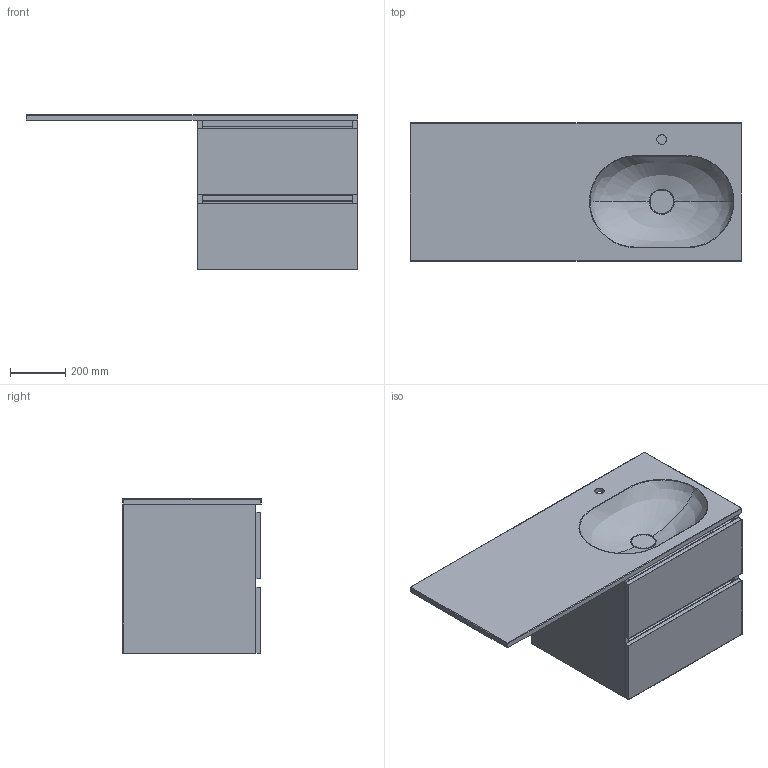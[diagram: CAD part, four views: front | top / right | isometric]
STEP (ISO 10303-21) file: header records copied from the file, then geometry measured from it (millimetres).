
FILE_DESCRIPTION(/* description */ (''),/* implementation_level */ '2;1');
FILE_NAME(/* name */ 'New York 1200 R.stp',/* time_stamp */ '2025-09-16T09:47:20+03:00',/* author */ ('ya'),/* organization */ (''),/* preprocessor_version */ 'ST-DEVELOPER v18.1',/* originating_system */ 'Autodesk Inventor 2022',/* authorisation */ '');
FILE_SCHEMA (('AUTOMOTIVE_DESIGN { 1 0 10303 214 3 1 1 }'));
Length unit declared in the file: millimetre
Products named in the file (4): New York 1200 R; New York 1200 L_MIR; New York L 1200 m_MIR; чехол 88_MIR3
Assembly tree (3 placements, depth 2):
  New York 1200 R
    New York 1200 L_MIR
    New York L 1200 m_MIR
    чехол 88_MIR3
Bounding box: 1200 x 500 x 560 mm (x, y, z)
Volume: 40397297.7 mm3; surface area: 6049335.6 mm2
Topology: 40 solids, 40 shells, 443 faces, 1046 edges, 679 vertices
Faces by surface type: plane 346, cylinder 43, bspline 35, torus 13, sphere 4, cone 2
Full cylindrical faces by diameter (mm): 6 x4, 35 x1, 45 x1, 86 x1, 90 x1
Entity records: 30014 total; most frequent: CARTESIAN_POINT 19674, ORIENTED_EDGE 2092, DIRECTION 1940, EDGE_CURVE 1046, LINE 822, VECTOR 822, VERTEX_POINT 679, AXIS2_PLACEMENT_3D 559
